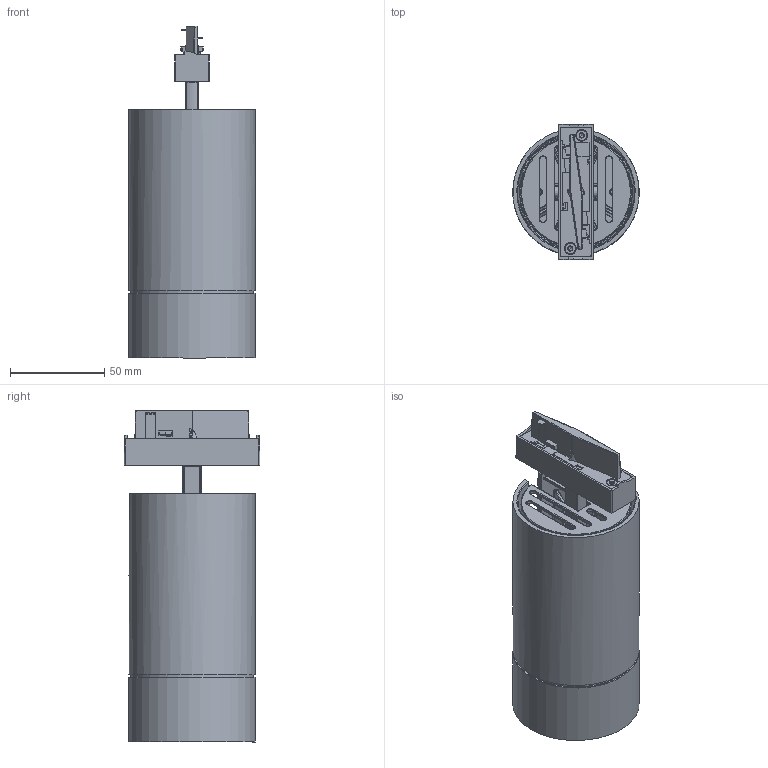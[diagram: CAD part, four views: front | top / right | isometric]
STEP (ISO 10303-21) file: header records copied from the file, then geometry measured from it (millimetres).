
FILE_DESCRIPTION(/* description */ ('This is a sample STEP configuration'),/* implementation_level */ '2;1');
FILE_NAME(/* name */ '495-42xxxxxxxxxx SIMPLE.ipt_Rev_00.1.stp',/* time_stamp */ '2023-04-28T11:21:08+02:00',/* author */ ('powerJobs'),/* organization */ ('coolOrange'),/* preprocessor_version */ 'ST-DEVELOPER v19.2',/* originating_system */ 'Autodesk Inventor 2023',/* authorisation */ '');
FILE_SCHEMA (('AUTOMOTIVE_DESIGN { 1 0 10303 214 3 1 1 }'));
Length unit declared in the file: millimetre
Products named in the file (1): ENG000018974
Bounding box: 67 x 72 x 176 mm (x, y, z)
Volume: 163676.5 mm3; surface area: 123351.5 mm2
Topology: 15 solids, 15 shells, 2239 faces, 5675 edges, 3448 vertices
Faces by surface type: plane 960, cylinder 532, bspline 353, sphere 157, cone 127, torus 110
Full cylindrical faces by diameter (mm): 2.3 x1, 2.5 x1, 2.7 x4, 2.9 x2, 3 x2, 3.242 x2, 3.3 x7, 5 x4, 5.5 x2, 6 x1, 6.3 x2, 13.8 x1, 44 x1, 50 x1, 55.5 x1, 63 x1, 63.5 x1, 64 x2, 65.2 x3, 65.7 x2, 67 x2
Entity records: 80879 total; most frequent: CARTESIAN_POINT 29041, ORIENTED_EDGE 11284, DIRECTION 10138, EDGE_CURVE 5642, AXIS2_PLACEMENT_3D 3632, VERTEX_POINT 3448, LINE 2874, VECTOR 2874
